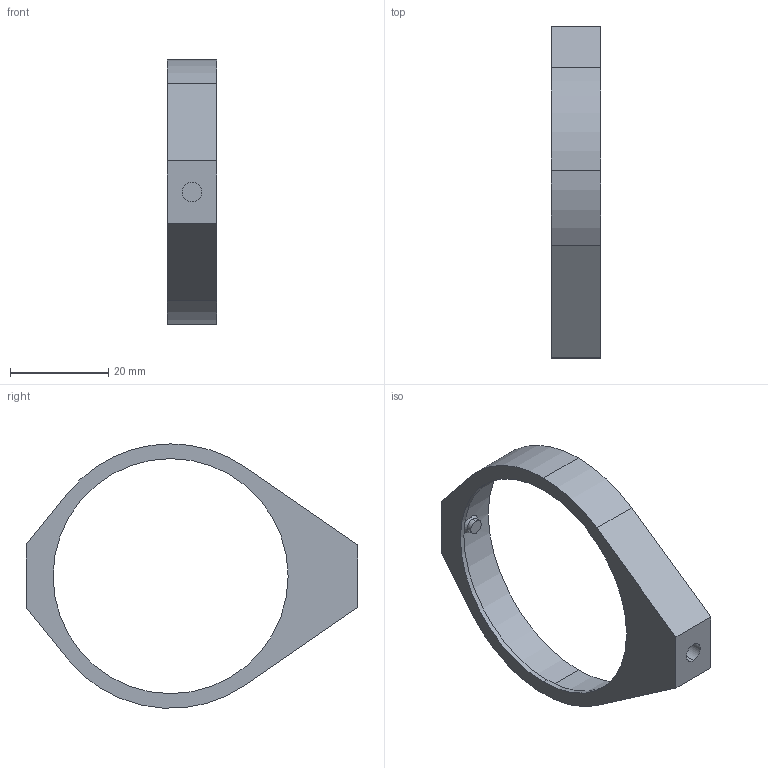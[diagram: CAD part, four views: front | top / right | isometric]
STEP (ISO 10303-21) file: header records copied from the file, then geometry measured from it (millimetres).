
FILE_DESCRIPTION (( 'STEP AP203' ), '1' );
FILE_NAME ('1.3.1.20_ZZT-2.0-D.STEP', '2022-04-22T01:19:52', ( '' ), ( '' ), 'SwSTEP 2.0', 'SolidWorks 2021', '' );
FILE_SCHEMA (( 'CONFIG_CONTROL_DESIGN' ));
Length unit declared in the file: millimetre
Products named in the file (1): 1.3.1.20_ZZT-2.0-D
Bounding box: 10 x 67.5 x 53.75 mm (x, y, z)
Surface area: 5331.8 mm2 (no closed solid volume)
Topology: 0 solids, 3 shells, 45 faces, 115 edges, 76 vertices
Faces by surface type: cylinder 21, plane 18, cone 6
Entity records: 1532 total; most frequent: CARTESIAN_POINT 329, DIRECTION 245, ORIENTED_EDGE 224, EDGE_CURVE 115, AXIS2_PLACEMENT_3D 94, VERTEX_POINT 76, LINE 57, VECTOR 57
